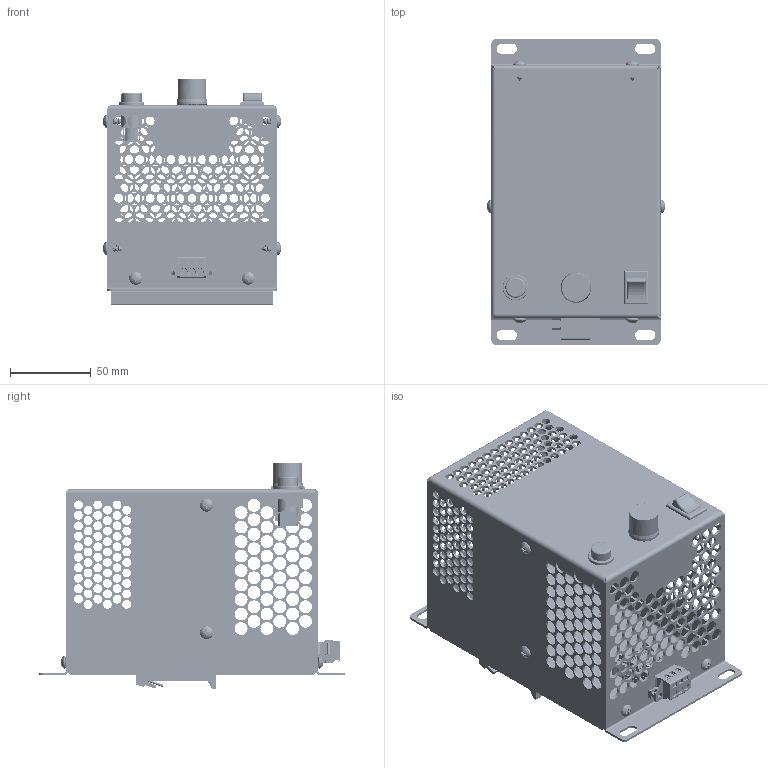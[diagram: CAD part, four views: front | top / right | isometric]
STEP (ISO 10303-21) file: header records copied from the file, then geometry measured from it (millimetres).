
FILE_DESCRIPTION((''),'2;1');
FILE_NAME('KH801_400_800W_COMPLETE_ASSY_AS_ASM','2016-06-20T',('darrels'),(''),'CREO PARAMETRIC BY PTC INC, 2014500','CREO PARAMETRIC BY PTC INC, 2014500','');
FILE_SCHEMA(('CONFIG_CONTROL_DESIGN'));
Products named in the file (14): GRS_4012_CWI_MINI_ROCKER_SWIT_1; INDICATOR_LIGHT_RED_1; THERMOSTAT_KNOB_1; KH801_400_800W_MID_FRAME_ASM_1_ASM; KH801_400_800W_BACK_PANEL_1; KH801_400_800W_BACK_PANEL_ASM_1_ASM; KH801_400_800W_HOUSING_1; 721603019042_1; 721103037000_1; SCREW_4_2X9_5_DIN_7981_1; KH801_400_800W_HOUSING_ASM_1_ASM; ALUMINIUM_CLIP_KL35_100_1; KH801_400_800W_COMPLETE_ASSY__1_ASM; KH801_400_800W_COMPLETE_ASSY_AS_ASM
Assembly tree (20 placements, depth 4):
  KH801_400_800W_COMPLETE_ASSY_AS_ASM
    KH801_400_800W_COMPLETE_ASSY__1_ASM
      KH801_400_800W_MID_FRAME_ASM_1_ASM
        GRS_4012_CWI_MINI_ROCKER_SWIT_1
        INDICATOR_LIGHT_RED_1
        THERMOSTAT_KNOB_1
      KH801_400_800W_BACK_PANEL_ASM_1_ASM
        KH801_400_800W_BACK_PANEL_1
      KH801_400_800W_HOUSING_ASM_1_ASM
        KH801_400_800W_HOUSING_1
        721603019042_1
        721103037000_1
        SCREW_4_2X9_5_DIN_7981_1  x8
      ALUMINIUM_CLIP_KL35_100_1
Bounding box: 110.84 x 190 x 140.25 mm (x, y, z)
Volume: 163558.3 mm3; surface area: 207320.2 mm2
Topology: 16 solids, 18 shells, 2451 faces, 7217 edges, 4792 vertices
Faces by surface type: cylinder 1480, plane 793, torus 76, bspline 48, cone 38, sphere 16
Entity records: 76132 total; most frequent: CARTESIAN_POINT 15610, DIRECTION 12981, ORIENTED_EDGE 12178, EDGE_CURVE 6093, AXIS2_PLACEMENT_3D 4916, VERTEX_POINT 4050, EDGE_LOOP 3307, VECTOR 3149
